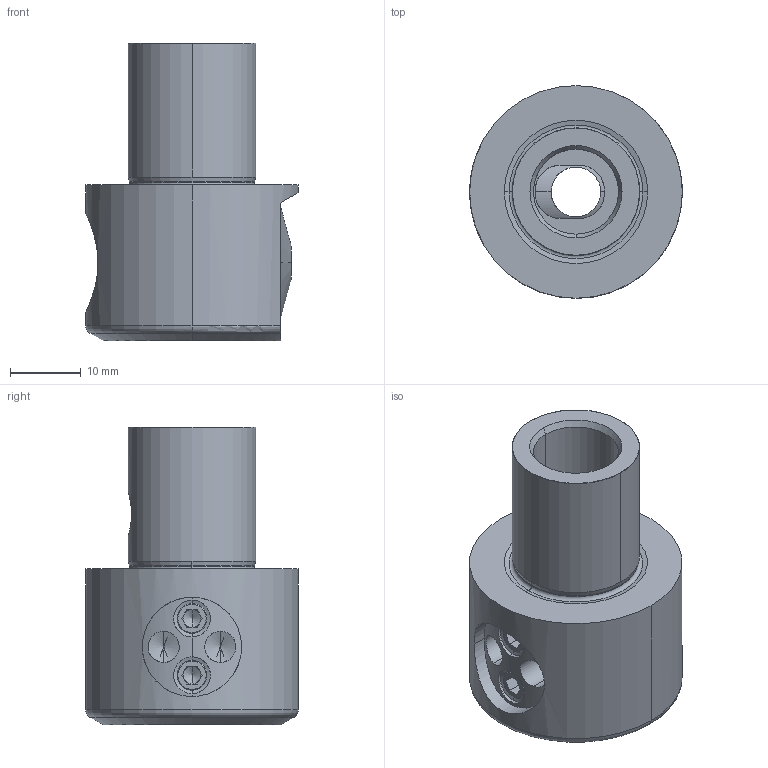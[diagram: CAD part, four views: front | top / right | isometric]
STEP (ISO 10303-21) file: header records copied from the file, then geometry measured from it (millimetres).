
FILE_DESCRIPTION(('no description'),'unknown implementation level');
FILE_NAME('1364C872-31D8-4474-8549-4DB985A4426A_export.stp',' ',('CIMSOURCE GmbH'),('CADClick - KiM GmbH - www.kimweb.de'),'unknown preprocess','ACIS','unknown authorization');
FILE_SCHEMA(('automotive_design'));
Length unit declared in the file: millimetre
Products named in the file (7): 112.505 Kaiser EWN 04-15xCK3|112.533 Kaiser Werkzeugk�rper EWN 04-15xCK3;<N143.11 CK3 Zapfen>-<K�rper-Verschieben/Kopieren4>; 112.505 Kaiser EWN 04-15xCK3|112.560 Kaiser Wz-Tr�ger EWN 04-15|690.440 Kaiser ETL M5 X 4D;Schnitt-Linear austragen2; 112.505 Kaiser EWN 04-15xCK3|112.560 Kaiser Wz-Tr�ger EWN 04-15|691.387 Kaiser ETL �1 X 12K;Rotation1; 112.505 Kaiser EWN 04-15xCK3|112.560 Kaiser Wz-Tr�ger EWN 04-15|112.570 Kaiser RTL �4 X 5.4;Schnitt-Linear austragen1; 112.505 Kaiser EWN 04-15xCK3|112.560 Kaiser Wz-Tr�ger EWN 04-15|112.560 Kaiser Wz-Tr�ger EWN 04-15;Spiegeln1
Bounding box: 30 x 30 x 42 mm (x, y, z)
Volume: 15996 mm3; surface area: 8813.3 mm2
Topology: 7 solids, 7 shells, 183 faces, 447 edges, 267 vertices
Faces by surface type: cylinder 67, plane 66, cone 39, torus 7, bspline 4
Entity records: 11520 total; most frequent: CARTESIAN_POINT 2195, STYLED_ITEM 892, PRESENTATION_STYLE_ASSIGNMENT 892, COLOUR_RGB 892, DIRECTION 879, ORIENTED_EDGE 870, EDGE_CURVE 435, CURVE_STYLE 435
